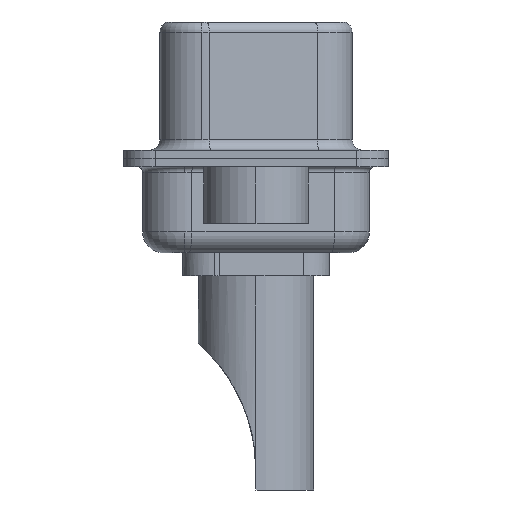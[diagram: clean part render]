
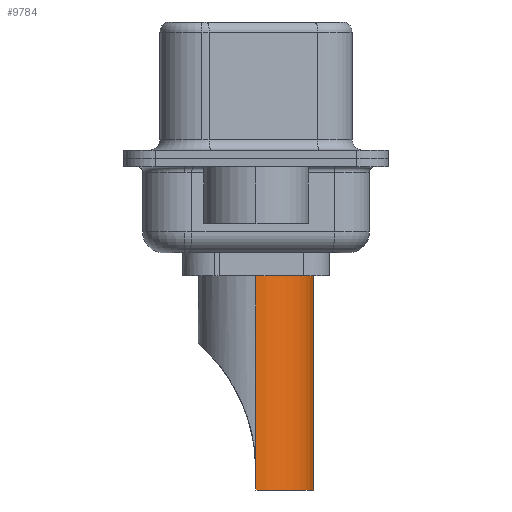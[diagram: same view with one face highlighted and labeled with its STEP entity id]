
A CAD part, left-side view. The second image highlights one B-rep face of the part: STEP entity #9784.
In plain terms, the highlighted cylindrical face has radius 2.75 mm (diameter 5.5 mm), a partial arc.
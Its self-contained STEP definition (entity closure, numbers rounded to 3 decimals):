
#571 = DIRECTION ( 'NONE',  ( 1., 0., 0. ) ) ;
#682 = CARTESIAN_POINT ( 'NONE',  ( 2.75, 0., -8.7 ) ) ;
#826 = EDGE_CURVE ( 'NONE', #2786, #10732, #15845, .T. ) ;
#877 = ORIENTED_EDGE ( 'NONE', *, *, #14512, .T. ) ;
#1215 = AXIS2_PLACEMENT_3D ( 'NONE', #20283, #10540, #571 ) ;
#1685 = ORIENTED_EDGE ( 'NONE', *, *, #3415, .F. ) ;
#2786 = VERTEX_POINT ( 'NONE', #12296 ) ;
#3152 = CARTESIAN_POINT ( 'NONE',  ( -2.75, 0., -7.764 ) ) ;
#3274 = CARTESIAN_POINT ( 'NONE',  ( 2.75, 0., 4.234 ) ) ;
#3368 = LINE ( 'NONE', #5656, #20346 ) ;
#3390 = VECTOR ( 'NONE', #9164, 1000. ) ;
#3415 = EDGE_CURVE ( 'NONE', #2786, #20513, #6220, .T. ) ;
#5656 = CARTESIAN_POINT ( 'NONE',  ( -2.75, 0., 4.234 ) ) ;
#6097 = CARTESIAN_POINT ( 'NONE',  ( 0., 0., 1.5 ) ) ;
#6220 = LINE ( 'NONE', #20311, #14969 ) ;
#6383 = DIRECTION ( 'NONE',  ( 1., 0., 0. ) ) ;
#6576 = ORIENTED_EDGE ( 'NONE', *, *, #8218, .F. ) ;
#7402 = ORIENTED_EDGE ( 'NONE', *, *, #826, .T. ) ;
#7558 = CARTESIAN_POINT ( 'NONE',  ( -2.75, 0., -8.7 ) ) ;
#7607 = VERTEX_POINT ( 'NONE', #15471 ) ;
#7762 = DIRECTION ( 'NONE',  ( 1., 0., 0. ) ) ;
#8195 = VERTEX_POINT ( 'NONE', #20183 ) ;
#8218 = EDGE_CURVE ( 'NONE', #21142, #7607, #3368, .T. ) ;
#9164 = DIRECTION ( 'NONE',  ( 0., 0., -1. ) ) ;
#9405 = AXIS2_PLACEMENT_3D ( 'NONE', #13041, #11364, #6383 ) ;
#9594 = ORIENTED_EDGE ( 'NONE', *, *, #18442, .T. ) ;
#9784 = ADVANCED_FACE ( 'NONE', ( #19511 ), #19019, .T. ) ;
#10540 = DIRECTION ( 'NONE',  ( 0., 0., 1. ) ) ;
#10732 = VERTEX_POINT ( 'NONE', #11654 ) ;
#11364 = DIRECTION ( 'NONE',  ( 0., 0., 1. ) ) ;
#11654 = CARTESIAN_POINT ( 'NONE',  ( 2.75, 0., 1.5 ) ) ;
#12052 = EDGE_CURVE ( 'NONE', #7607, #10732, #15434, .T. ) ;
#12296 = CARTESIAN_POINT ( 'NONE',  ( 2.75, 0., -7.764 ) ) ;
#13041 = CARTESIAN_POINT ( 'NONE',  ( 0., 0., 4.234 ) ) ;
#14228 = AXIS2_PLACEMENT_3D ( 'NONE', #6097, #17565, #7762 ) ;
#14388 = ORIENTED_EDGE ( 'NONE', *, *, #12052, .F. ) ;
#14512 = EDGE_CURVE ( 'NONE', #8195, #20513, #20416, .T. ) ;
#14739 = DIRECTION ( 'NONE',  ( 0., 0., 1. ) ) ;
#14969 = VECTOR ( 'NONE', #20353, 1000. ) ;
#15326 = VECTOR ( 'NONE', #14739, 1000. ) ;
#15434 = CIRCLE ( 'NONE', #14228, 2.75 ) ;
#15471 = CARTESIAN_POINT ( 'NONE',  ( -2.75, 0., 1.5 ) ) ;
#15667 = EDGE_LOOP ( 'NONE', ( #6576, #9594, #877, #1685, #7402, #14388 ) ) ;
#15845 = LINE ( 'NONE', #3274, #15326 ) ;
#17565 = DIRECTION ( 'NONE',  ( 0., 0., 1. ) ) ;
#18442 = EDGE_CURVE ( 'NONE', #21142, #8195, #20374, .T. ) ;
#18744 = DIRECTION ( 'NONE',  ( 0., 0., 1. ) ) ;
#19019 = CYLINDRICAL_SURFACE ( 'NONE', #9405, 2.75 ) ;
#19511 = FACE_OUTER_BOUND ( 'NONE', #15667, .T. ) ;
#20183 = CARTESIAN_POINT ( 'NONE',  ( -2.75, 0., -8.7 ) ) ;
#20283 = CARTESIAN_POINT ( 'NONE',  ( 0., 0., -8.7 ) ) ;
#20311 = CARTESIAN_POINT ( 'NONE',  ( 2.75, 0., -8.7 ) ) ;
#20346 = VECTOR ( 'NONE', #18744, 1000. ) ;
#20353 = DIRECTION ( 'NONE',  ( 0., 0., -1. ) ) ;
#20374 = LINE ( 'NONE', #7558, #3390 ) ;
#20416 = CIRCLE ( 'NONE', #1215, 2.75 ) ;
#20513 = VERTEX_POINT ( 'NONE', #682 ) ;
#21142 = VERTEX_POINT ( 'NONE', #3152 ) ;
